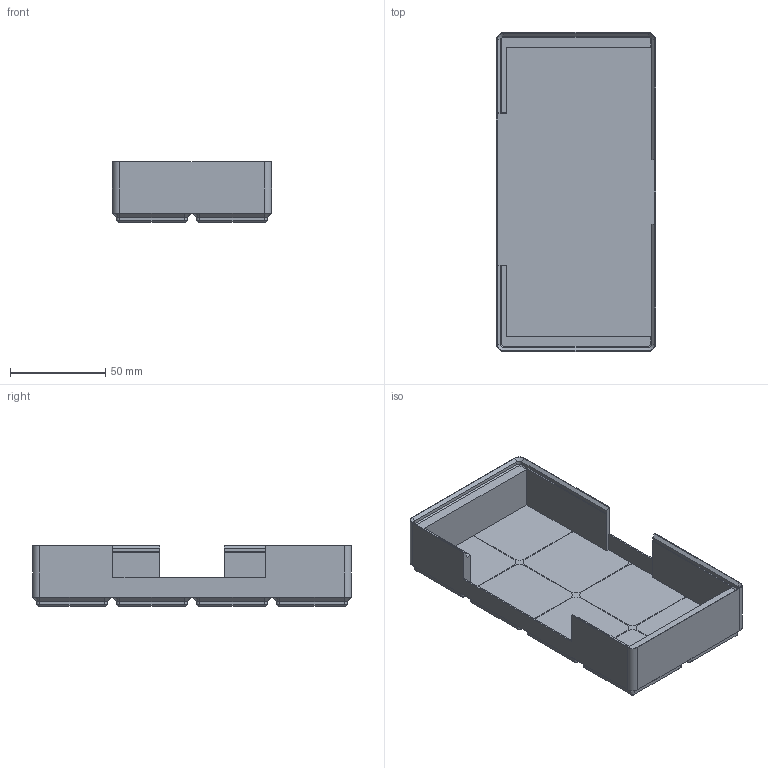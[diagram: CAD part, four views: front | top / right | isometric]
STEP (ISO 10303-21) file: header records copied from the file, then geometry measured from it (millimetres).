
FILE_DESCRIPTION(('FreeCAD Model'),'2;1');
FILE_NAME('Open CASCADE Shape Model','2025-07-29T19:52:29',(''),(''), 'Open CASCADE STEP processor 7.8','FreeCAD','Unknown');
FILE_SCHEMA(('AUTOMOTIVE_DESIGN { 1 0 10303 214 1 1 1 1 }'));
Length unit declared in the file: millimetre
Products named in the file (1): Cut
Bounding box: 83.5 x 167.5 x 32 mm (x, y, z)
Volume: 103755.2 mm3; surface area: 54959.2 mm2
Topology: 1 solids, 1 shells, 322 faces, 696 edges, 408 vertices
Faces by surface type: plane 178, cone 72, cylinder 72
Full cylindrical faces by diameter (mm): 6.2 x32
Entity records: 8442 total; most frequent: CARTESIAN_POINT 1555, DIRECTION 1426, ORIENTED_EDGE 1392, EDGE_CURVE 696, AXIS2_PLACEMENT_3D 535, VERTEX_POINT 408, LINE 356, VECTOR 356
